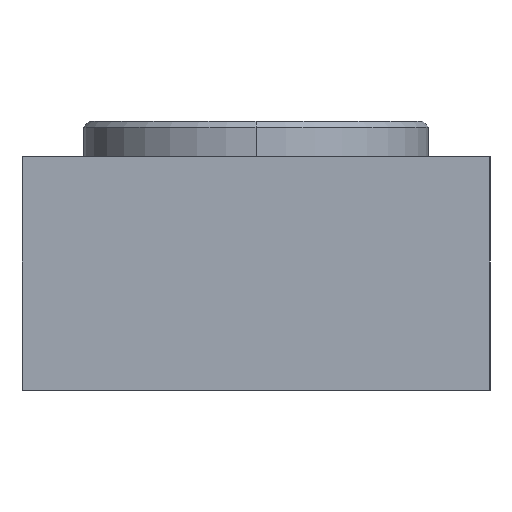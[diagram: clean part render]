
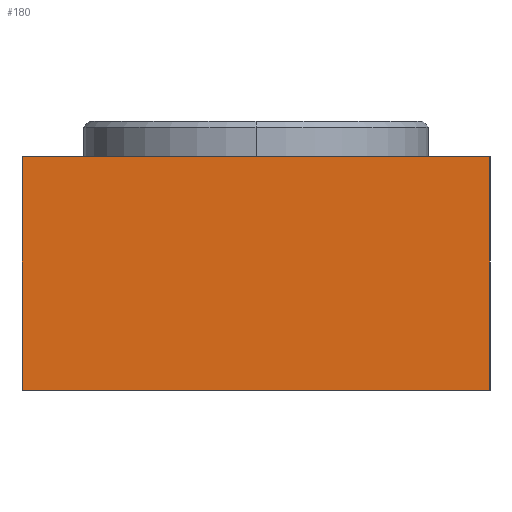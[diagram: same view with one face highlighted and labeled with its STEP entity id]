
A CAD part, left-side view. The second image highlights one B-rep face of the part: STEP entity #180.
In plain terms, the highlighted planar face has unit normal (-1, 0, 0).
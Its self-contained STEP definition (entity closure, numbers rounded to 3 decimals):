
#6 = EDGE_CURVE ( 'NONE', #380, #334, #519, .T. ) ;
#19 = EDGE_CURVE ( 'NONE', #338, #383, #640, .T. ) ;
#25 = EDGE_CURVE ( 'NONE', #380, #338, #670, .T. ) ;
#69 = EDGE_CURVE ( 'NONE', #334, #383, #539, .T. ) ;
#76 = AXIS2_PLACEMENT_3D ( 'NONE', #928, #874, #925 ) ;
#180 = ADVANCED_FACE ( 'NONE', ( #461 ), #881, .F. ) ;
#262 = ORIENTED_EDGE ( 'NONE', *, *, #19, .T. ) ;
#270 = ORIENTED_EDGE ( 'NONE', *, *, #25, .T. ) ;
#315 = DIRECTION ( 'NONE',  ( 0., -1., 0. ) ) ;
#316 = CARTESIAN_POINT ( 'NONE',  ( -32.5, 20., 20. ) ) ;
#334 = VERTEX_POINT ( 'NONE', #942 ) ;
#338 = VERTEX_POINT ( 'NONE', #957 ) ;
#370 = DIRECTION ( 'NONE',  ( 0., -1., 0. ) ) ;
#380 = VERTEX_POINT ( 'NONE', #708 ) ;
#383 = VERTEX_POINT ( 'NONE', #703 ) ;
#390 = DIRECTION ( 'NONE',  ( 0., 0., -1. ) ) ;
#401 = CARTESIAN_POINT ( 'NONE',  ( -32.5, -20., 0. ) ) ;
#412 = CARTESIAN_POINT ( 'NONE',  ( -32.5, -20., 20. ) ) ;
#436 = ORIENTED_EDGE ( 'NONE', *, *, #69, .F. ) ;
#461 = FACE_OUTER_BOUND ( 'NONE', #551, .T. ) ;
#519 = LINE ( 'NONE', #412, #564 ) ;
#539 = LINE ( 'NONE', #736, #584 ) ;
#551 = EDGE_LOOP ( 'NONE', ( #262, #436, #972, #270 ) ) ;
#564 = VECTOR ( 'NONE', #370, 1000. ) ;
#584 = VECTOR ( 'NONE', #810, 1000. ) ;
#596 = VECTOR ( 'NONE', #390, 1000. ) ;
#640 = LINE ( 'NONE', #401, #658 ) ;
#658 = VECTOR ( 'NONE', #315, 1000. ) ;
#670 = LINE ( 'NONE', #316, #596 ) ;
#703 = CARTESIAN_POINT ( 'NONE',  ( -32.5, -20., 0. ) ) ;
#708 = CARTESIAN_POINT ( 'NONE',  ( -32.5, 20., 20. ) ) ;
#736 = CARTESIAN_POINT ( 'NONE',  ( -32.5, -20., 20. ) ) ;
#810 = DIRECTION ( 'NONE',  ( 0., 0., -1. ) ) ;
#874 = DIRECTION ( 'NONE',  ( 1., 0., 0. ) ) ;
#881 = PLANE ( 'NONE',  #76 ) ;
#925 = DIRECTION ( 'NONE',  ( 0., 0., -1. ) ) ;
#928 = CARTESIAN_POINT ( 'NONE',  ( -32.5, -20., 20. ) ) ;
#942 = CARTESIAN_POINT ( 'NONE',  ( -32.5, -20., 20. ) ) ;
#957 = CARTESIAN_POINT ( 'NONE',  ( -32.5, 20., 0. ) ) ;
#972 = ORIENTED_EDGE ( 'NONE', *, *, #6, .F. ) ;
